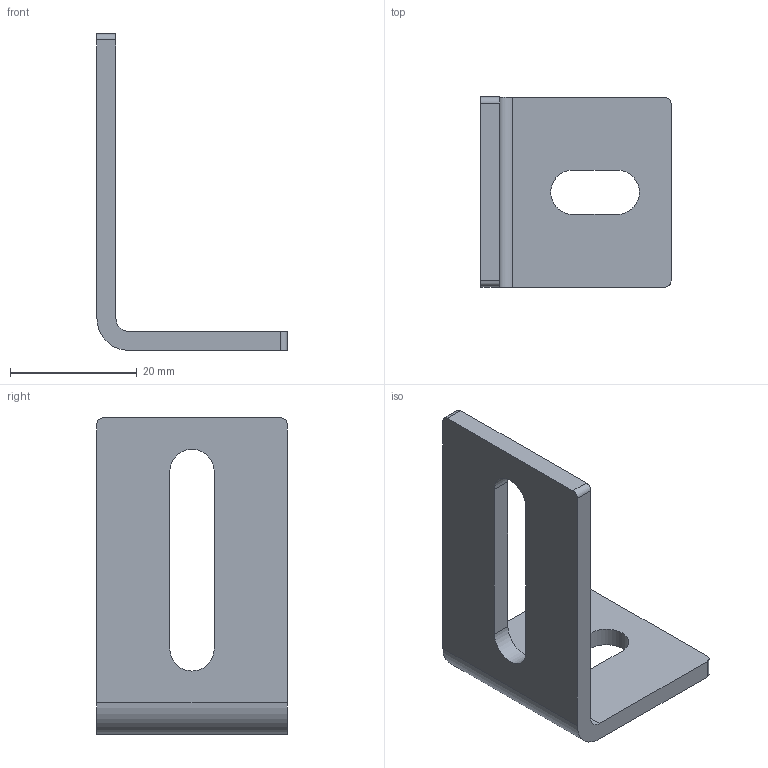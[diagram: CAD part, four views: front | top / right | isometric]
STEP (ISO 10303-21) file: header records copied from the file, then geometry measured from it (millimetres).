
FILE_DESCRIPTION(('STEP AP203'),'2;1');
FILE_NAME('27.213.00.stp','2011-02-14T10:22:07',(''),(''),'2009.3.110','THINKDESIGN','');
FILE_SCHEMA(('CONFIG_CONTROL_DESIGN'));
Length unit declared in the file: millimetre
Bounding box: 30 x 30 x 50 mm (x, y, z)
Volume: 5826.3 mm3; surface area: 4854 mm2
Topology: 1 solids, 1 shells, 23 faces, 63 edges, 42 vertices
Faces by surface type: plane 12, cylinder 11
Entity records: 840 total; most frequent: DIRECTION 131, CARTESIAN_POINT 128, ORIENTED_EDGE 126, EDGE_CURVE 63, AXIS2_PLACEMENT_3D 45, VERTEX_POINT 42, VECTOR 41, LINE 41
